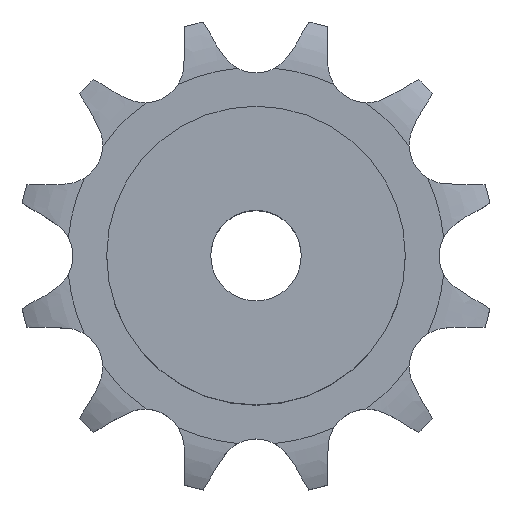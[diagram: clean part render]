
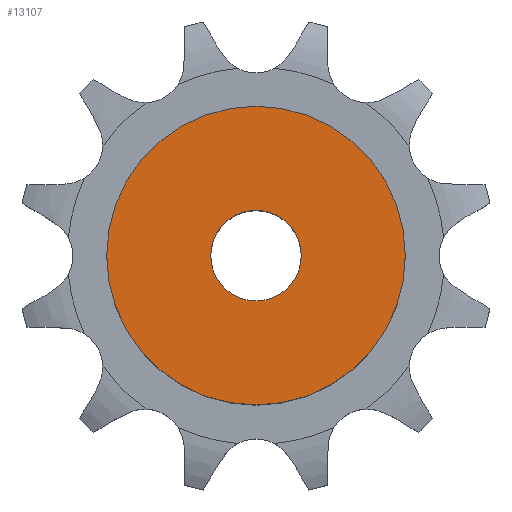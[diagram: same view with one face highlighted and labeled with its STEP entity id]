
A CAD part, top view. The second image highlights one B-rep face of the part: STEP entity #13107.
In plain terms, the highlighted planar face has unit normal (0, 0, 1).
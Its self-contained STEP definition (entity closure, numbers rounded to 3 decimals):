
#2097 = CYLINDRICAL_SURFACE('',#2098,16.5);
#2098 = AXIS2_PLACEMENT_3D('',#2099,#2100,#2101);
#2099 = CARTESIAN_POINT('',(0.,0.,0.));
#2100 = DIRECTION('',(-0.,-0.,-1.));
#2101 = DIRECTION('',(1.,0.,0.));
#8576 = VERTEX_POINT('',#8577);
#8577 = CARTESIAN_POINT('',(16.5,0.,28.));
#8598 = EDGE_CURVE('',#8576,#8576,#8599,.T.);
#8599 = SURFACE_CURVE('',#8600,(#8605,#8612),.PCURVE_S1.);
#8600 = CIRCLE('',#8601,16.5);
#8601 = AXIS2_PLACEMENT_3D('',#8602,#8603,#8604);
#8602 = CARTESIAN_POINT('',(0.,0.,28.));
#8603 = DIRECTION('',(0.,0.,1.));
#8604 = DIRECTION('',(1.,0.,0.));
#8605 = PCURVE('',#2097,#8606);
#8606 = DEFINITIONAL_REPRESENTATION('',(#8607),#8611);
#8607 = LINE('',#8608,#8609);
#8608 = CARTESIAN_POINT('',(-0.,-28.));
#8609 = VECTOR('',#8610,1.);
#8610 = DIRECTION('',(-1.,0.));
#8611 = ( GEOMETRIC_REPRESENTATION_CONTEXT(2) 
PARAMETRIC_REPRESENTATION_CONTEXT() REPRESENTATION_CONTEXT('2D SPACE',''
  ) );
#8612 = PCURVE('',#8613,#8618);
#8613 = PLANE('',#8614);
#8614 = AXIS2_PLACEMENT_3D('',#8615,#8616,#8617);
#8615 = CARTESIAN_POINT('',(0.,0.,28.)
  );
#8616 = DIRECTION('',(0.,0.,1.));
#8617 = DIRECTION('',(1.,0.,0.));
#8618 = DEFINITIONAL_REPRESENTATION('',(#8619),#8623);
#8619 = CIRCLE('',#8620,16.5);
#8620 = AXIS2_PLACEMENT_2D('',#8621,#8622);
#8621 = CARTESIAN_POINT('',(0.,0.));
#8622 = DIRECTION('',(1.,0.));
#8623 = ( GEOMETRIC_REPRESENTATION_CONTEXT(2) 
PARAMETRIC_REPRESENTATION_CONTEXT() REPRESENTATION_CONTEXT('2D SPACE',''
  ) );
#11237 = CYLINDRICAL_SURFACE('',#11238,5.);
#11238 = AXIS2_PLACEMENT_3D('',#11239,#11240,#11241);
#11239 = CARTESIAN_POINT('',(0.,0.,91.127));
#11240 = DIRECTION('',(0.,0.,1.));
#11241 = DIRECTION('',(1.,0.,0.));
#13107 = ADVANCED_FACE('',(#13108,#13111),#8613,.T.);
#13108 = FACE_BOUND('',#13109,.T.);
#13109 = EDGE_LOOP('',(#13110));
#13110 = ORIENTED_EDGE('',*,*,#8598,.T.);
#13111 = FACE_BOUND('',#13112,.T.);
#13112 = EDGE_LOOP('',(#13113));
#13113 = ORIENTED_EDGE('',*,*,#13114,.F.);
#13114 = EDGE_CURVE('',#13115,#13115,#13117,.T.);
#13115 = VERTEX_POINT('',#13116);
#13116 = CARTESIAN_POINT('',(5.,0.,28.));
#13117 = SURFACE_CURVE('',#13118,(#13123,#13130),.PCURVE_S1.);
#13118 = CIRCLE('',#13119,5.);
#13119 = AXIS2_PLACEMENT_3D('',#13120,#13121,#13122);
#13120 = CARTESIAN_POINT('',(0.,0.,28.));
#13121 = DIRECTION('',(0.,0.,1.));
#13122 = DIRECTION('',(1.,0.,0.));
#13123 = PCURVE('',#8613,#13124);
#13124 = DEFINITIONAL_REPRESENTATION('',(#13125),#13129);
#13125 = CIRCLE('',#13126,5.);
#13126 = AXIS2_PLACEMENT_2D('',#13127,#13128);
#13127 = CARTESIAN_POINT('',(0.,0.));
#13128 = DIRECTION('',(1.,0.));
#13129 = ( GEOMETRIC_REPRESENTATION_CONTEXT(2) 
PARAMETRIC_REPRESENTATION_CONTEXT() REPRESENTATION_CONTEXT('2D SPACE',''
  ) );
#13130 = PCURVE('',#11237,#13131);
#13131 = DEFINITIONAL_REPRESENTATION('',(#13132),#13136);
#13132 = LINE('',#13133,#13134);
#13133 = CARTESIAN_POINT('',(0.,-63.127));
#13134 = VECTOR('',#13135,1.);
#13135 = DIRECTION('',(1.,0.));
#13136 = ( GEOMETRIC_REPRESENTATION_CONTEXT(2) 
PARAMETRIC_REPRESENTATION_CONTEXT() REPRESENTATION_CONTEXT('2D SPACE',''
  ) );
